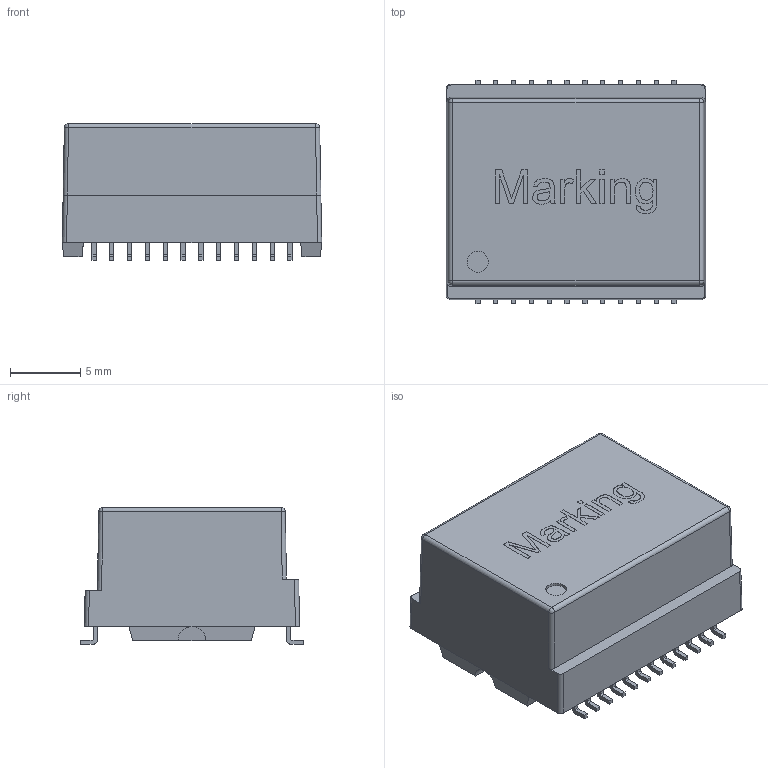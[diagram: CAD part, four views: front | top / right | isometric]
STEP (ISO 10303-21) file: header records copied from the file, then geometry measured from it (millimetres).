
FILE_DESCRIPTION(/* description */ ('Unknown'),/* implementation_level */ '2;1');
FILE_NAME(/* name */ '7490140125',/* time_stamp */ '2020-05-29T11:53:41+02:00',/* author */ ('Unknown'),/* organization */ ('Unknown'),/* preprocessor_version */ 'ST-DEVELOPER v16.7',/* originating_system */ 'DEX',/* authorisation */ $);
FILE_SCHEMA (('AUTOMOTIVE_DESIGN {1 0 10303 214 3 1 1}'));
Length unit declared in the file: millimetre
Products named in the file (1): 7490140125
Bounding box: 18.5 x 15.94 x 9.77 mm (x, y, z)
Volume: 679.9 mm3; surface area: 1646.7 mm2
Topology: 1 solids, 1 shells, 336 faces, 875 edges, 576 vertices
Faces by surface type: plane 254, cylinder 62, bspline 16, sphere 4
Full cylindrical faces by diameter (mm): 1.5 x1
Entity records: 13238 total; most frequent: CARTESIAN_POINT 2800, ORIENTED_EDGE 1746, DIRECTION 1509, EDGE_CURVE 873, LINE 623, VECTOR 623, VERTEX_POINT 576, AXIS2_PLACEMENT_3D 443
